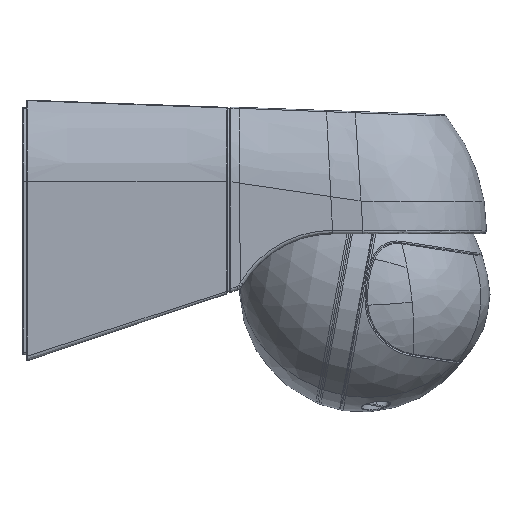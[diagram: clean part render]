
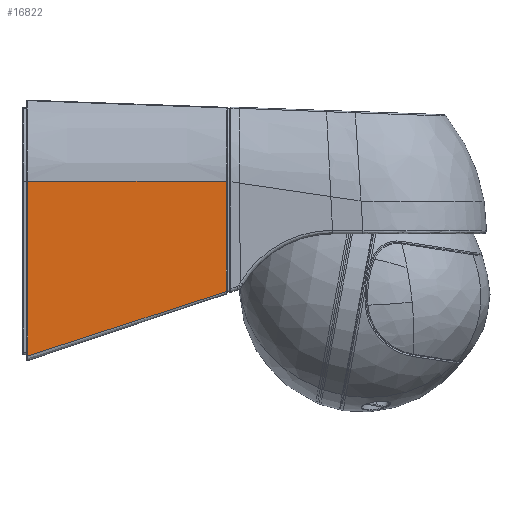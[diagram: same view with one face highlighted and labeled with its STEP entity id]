
A CAD part, front view. The second image highlights one B-rep face of the part: STEP entity #16822.
In plain terms, the highlighted planar face has unit normal (0.004, -1, 0).
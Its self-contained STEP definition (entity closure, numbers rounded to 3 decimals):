
#16780=AXIS2_PLACEMENT_3D('Plane Axis2P3D',#16777,#16778,#16779) ;
#3917=CARTESIAN_POINT('Vertex',(-22.431,-27.685,8.306)) ;
#3933=CARTESIAN_POINT('Vertex',(-22.431,-27.685,-30.348)) ;
#3936=CARTESIAN_POINT('Line Origine',(-22.431,-27.685,-2.581)) ;
#16777=CARTESIAN_POINT('Axis2P3D Location',(-0.001,-27.6,-23.424)) ;
#16783=CARTESIAN_POINT('Control Point',(21.551,-27.518,-16.062)) ;
#16784=CARTESIAN_POINT('Control Point',(21.559,-27.518,-16.036)) ;
#16785=CARTESIAN_POINT('Control Point',(21.564,-27.518,-16.01)) ;
#16786=CARTESIAN_POINT('Control Point',(21.564,-27.518,-15.978)) ;
#16787=CARTESIAN_POINT('Vertex',(21.551,-27.518,-16.062)) ;
#16789=CARTESIAN_POINT('Vertex',(21.564,-27.518,-15.978)) ;
#16792=CARTESIAN_POINT('Line Origine',(21.564,-27.518,-7.559)) ;
#16796=CARTESIAN_POINT('Vertex',(21.564,-27.518,8.306)) ;
#16799=CARTESIAN_POINT('Line Origine',(20.999,-27.52,8.306)) ;
#16805=CARTESIAN_POINT('Control Point',(21.551,-27.518,-16.062)) ;
#16806=CARTESIAN_POINT('Control Point',(17.126,-27.535,-17.499)) ;
#16807=CARTESIAN_POINT('Control Point',(12.702,-27.552,-18.936)) ;
#16808=CARTESIAN_POINT('Control Point',(8.278,-27.569,-20.374)) ;
#16809=CARTESIAN_POINT('Control Point',(0.811,-27.597,-22.799)) ;
#16810=CARTESIAN_POINT('Control Point',(-6.655,-27.625,-25.224)) ;
#16811=CARTESIAN_POINT('Control Point',(-12.187,-27.646,-27.021)) ;
#16812=CARTESIAN_POINT('Control Point',(-17.724,-27.667,-28.819)) ;
#16813=CARTESIAN_POINT('Control Point',(-22.431,-27.685,-30.348)) ;
#3937=DIRECTION('Vector Direction',(0.,0.,1.)) ;
#16778=DIRECTION('Axis2P3D Direction',(-0.004,1.,0.)) ;
#16779=DIRECTION('Axis2P3D XDirection',(0.,0.,1.)) ;
#16793=DIRECTION('Vector Direction',(0.,0.,1.)) ;
#16800=DIRECTION('Vector Direction',(1.,0.004,0.)) ;
#3938=VECTOR('Line Direction',#3937,1.) ;
#16794=VECTOR('Line Direction',#16793,1.) ;
#16801=VECTOR('Line Direction',#16800,1.) ;
#16816=ORIENTED_EDGE('',*,*,#16791,.T.) ;
#16817=ORIENTED_EDGE('',*,*,#16798,.T.) ;
#16818=ORIENTED_EDGE('',*,*,#16803,.F.) ;
#16819=ORIENTED_EDGE('',*,*,#3940,.T.) ;
#16820=ORIENTED_EDGE('',*,*,#16814,.T.) ;
#16822=ADVANCED_FACE('Body.2',(#16821),#16781,.F.) ;
#16782=B_SPLINE_CURVE_WITH_KNOTS('',3,(#16783,#16784,#16785,#16786),.UNSPECIFIED.,.F.,.U.,(4,4),(41.641,41.799),.UNSPECIFIED.) ;
#16804=B_SPLINE_CURVE_WITH_KNOTS('',5,(#16805,#16806,#16807,#16808,#16809,#16810,#16811,#16812,#16813),.UNSPECIFIED.,.F.,.U.,(6,3,6),(16.878,57.163,84.864),.UNSPECIFIED.) ;
#3940=EDGE_CURVE('',#3918,#3934,#3939,.F.) ;
#16791=EDGE_CURVE('',#16788,#16790,#16782,.T.) ;
#16798=EDGE_CURVE('',#16790,#16797,#16795,.T.) ;
#16803=EDGE_CURVE('',#3918,#16797,#16802,.T.) ;
#16814=EDGE_CURVE('',#3934,#16788,#16804,.F.) ;
#16815=EDGE_LOOP('',(#16816,#16817,#16818,#16819,#16820)) ;
#16821=FACE_OUTER_BOUND('',#16815,.T.) ;
#3939=LINE('Line',#3936,#3938) ;
#16795=LINE('Line',#16792,#16794) ;
#16802=LINE('Line',#16799,#16801) ;
#16781=PLANE('',#16780) ;
#3918=VERTEX_POINT('',#3917) ;
#3934=VERTEX_POINT('',#3933) ;
#16788=VERTEX_POINT('',#16787) ;
#16790=VERTEX_POINT('',#16789) ;
#16797=VERTEX_POINT('',#16796) ;
